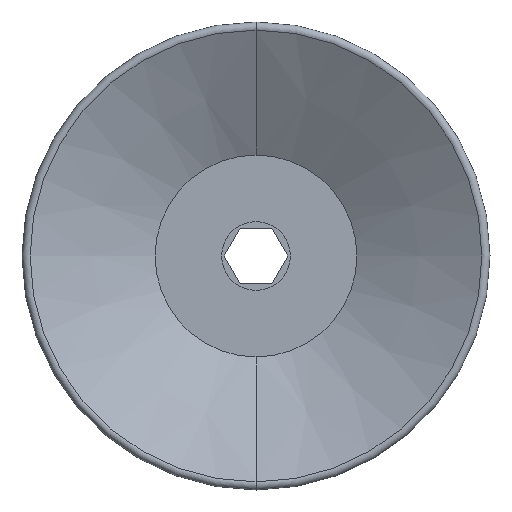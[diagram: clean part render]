
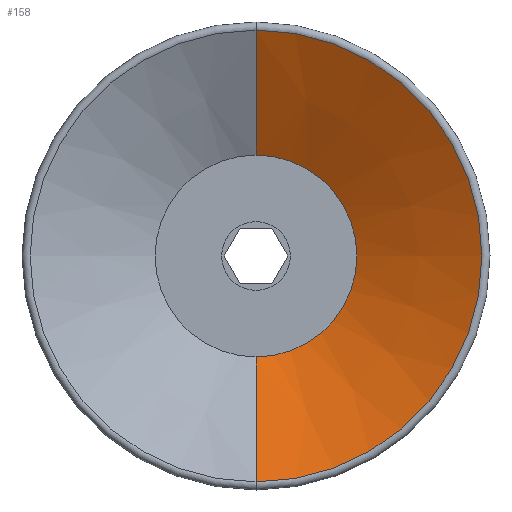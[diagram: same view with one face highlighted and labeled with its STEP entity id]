
A CAD part, front view. The second image highlights one B-rep face of the part: STEP entity #158.
In plain terms, the highlighted conical face has half-angle 61.384 degrees and reference radius 24.613 mm.
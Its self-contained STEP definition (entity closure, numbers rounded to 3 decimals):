
#158=ADVANCED_FACE('',(#386),#387,.F.);
#386=FACE_OUTER_BOUND('',#682,.T.);
#387=CONICAL_SURFACE('',#683,24.613,1.071);
#682=EDGE_LOOP('',(#4840,#4841,#4842,#4843));
#683=AXIS2_PLACEMENT_3D('',#4844,#4845,#4846);
#4840=ORIENTED_EDGE('',*,*,#5372,.F.);
#4841=ORIENTED_EDGE('',*,*,#5468,.T.);
#4842=ORIENTED_EDGE('',*,*,#5374,.T.);
#4843=ORIENTED_EDGE('',*,*,#5376,.F.);
#4844=CARTESIAN_POINT('',(0.0,-19.927,0.0));
#4845=DIRECTION('',(0.0,-1.0,-0.0));
#4846=DIRECTION('',(0.0,0.0,-1.0));
#5372=EDGE_CURVE('',#5695,#5697,#5698,.T.);
#5374=EDGE_CURVE('',#5694,#5699,#5701,.T.);
#5376=EDGE_CURVE('',#5697,#5699,#5703,.T.);
#5468=EDGE_CURVE('',#5695,#5694,#5853,.T.);
#5694=VERTEX_POINT('',#6155);
#5695=VERTEX_POINT('',#6156);
#5697=VERTEX_POINT('',#6158);
#5698=LINE('',#6159,#6160);
#5699=VERTEX_POINT('',#6161);
#5701=LINE('',#6163,#6164);
#5703=CIRCLE('',#6166,24.613);
#5853=CIRCLE('',#6785,11.0);
#6155=CARTESIAN_POINT('',(0.0,-12.5,-11.0));
#6156=CARTESIAN_POINT('',(0.,-12.5,11.0));
#6158=CARTESIAN_POINT('',(0.0,-19.927,24.613));
#6159=CARTESIAN_POINT('',(0.,-19.927,24.613));
#6160=VECTOR('',#8253,1000.0);
#6161=CARTESIAN_POINT('',(0.,-19.927,-24.613));
#6163=CARTESIAN_POINT('',(0.0,-19.927,-24.613));
#6164=VECTOR('',#8257,1000.0);
#6166=AXIS2_PLACEMENT_3D('',#8258,#8259,#8260);
#6785=AXIS2_PLACEMENT_3D('',#8384,#8385,#8386);
#8253=DIRECTION('',(0.,-0.479,0.878));
#8257=DIRECTION('',(0.0,-0.479,-0.878));
#8258=CARTESIAN_POINT('',(0.0,-19.927,0.0));
#8259=DIRECTION('',(0.0,1.0,0.0));
#8260=DIRECTION('',(0.0,0.0,1.0));
#8384=CARTESIAN_POINT('',(0.0,-12.5,0.0));
#8385=DIRECTION('',(0.0,1.0,0.0));
#8386=DIRECTION('',(0.0,0.0,1.0));
